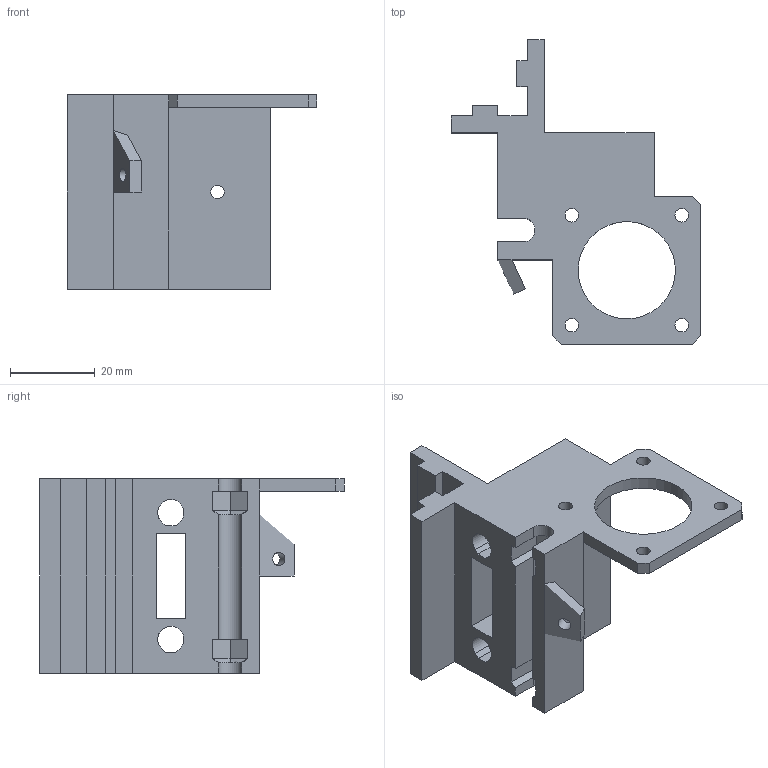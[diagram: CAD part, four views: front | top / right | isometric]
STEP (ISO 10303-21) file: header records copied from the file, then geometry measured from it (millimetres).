
FILE_DESCRIPTION(('FreeCAD Model'),'2;1');
FILE_NAME('x-idler.step', '2014-10-30T17:36:12',('FreeCAD'),('FreeCAD'), 'Open CASCADE STEP processor 6.5','FreeCAD','Unknown');
FILE_SCHEMA(('AUTOMOTIVE_DESIGN_CC2 { 1 2 10303 214 -1 1 5 4 }'));
Length unit declared in the file: millimetre
Products named in the file (1): x-idler
Bounding box: 59 x 72 x 46 mm (x, y, z)
Volume: 34255.1 mm3; surface area: 17875.4 mm2
Topology: 1 solids, 1 shells, 108 faces, 312 edges, 206 vertices
Faces by surface type: plane 81, cylinder 15, bspline 12
Full cylindrical faces by diameter (mm): 3.2 x9, 23 x1
Entity records: 8894 total; most frequent: CARTESIAN_POINT 2793, DIRECTION 1059, LINE 756, VECTOR 756, ORIENTED_EDGE 624, PCURVE 624, DEFINITIONAL_REPRESENTATION 624, EDGE_CURVE 312
